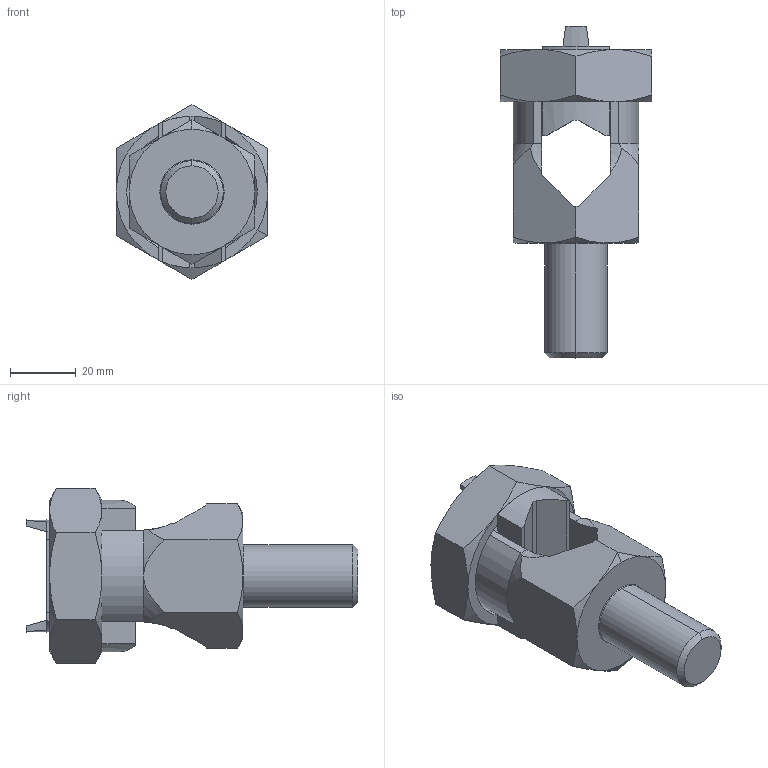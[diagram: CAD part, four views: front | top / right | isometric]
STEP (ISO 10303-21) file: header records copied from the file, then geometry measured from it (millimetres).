
FILE_DESCRIPTION (( 'STEP AP214' ), '1' );
FILE_NAME ('SSS-10-SMH-1.STEP', '2025-08-26T22:22:33', ( '' ), ( '' ), 'SwSTEP 2.0', 'SolidWorks 2024', '' );
FILE_SCHEMA (( 'AUTOMOTIVE_DESIGN' ));
Length unit declared in the file: inch
Products named in the file (1): SSS-10-SMH-1
Bounding box: 46.04 x 100.81 x 53.16 mm (x, y, z)
Volume: 70190.4 mm3; surface area: 23184 mm2
Topology: 3 solids, 3 shells, 106 faces, 256 edges, 157 vertices
Faces by surface type: plane 53, cone 34, cylinder 15, bspline 2, torus 2
Entity records: 3987 total; most frequent: CARTESIAN_POINT 1561, ORIENTED_EDGE 512, DIRECTION 470, EDGE_CURVE 256, AXIS2_PLACEMENT_3D 174, VERTEX_POINT 157, VECTOR 122, LINE 122
